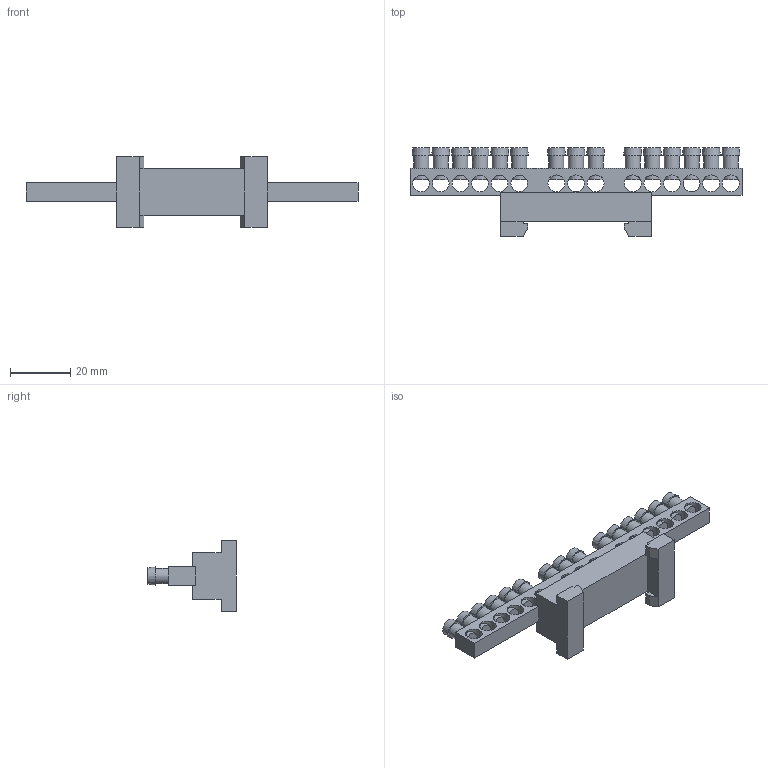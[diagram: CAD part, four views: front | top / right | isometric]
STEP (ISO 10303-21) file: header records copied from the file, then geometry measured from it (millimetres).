
FILE_DESCRIPTION(/* description */ (''),/* implementation_level */ '2;1');
FILE_NAME(/* name */ 'STP-870-006-00.stp',/* time_stamp */ '2019-01-22T09:17:45+01:00',/* author */ ('A.Robertus'),/* organization */ ('FTG Friedrich Goehringer Elektrotechnik GmbH'),/* preprocessor_version */ 'ST-DEVELOPER v16.1',/* originating_system */ 'Autodesk Inventor 2016',/* authorisation */ '');
FILE_SCHEMA (('AUTOMOTIVE_DESIGN { 1 0 10303 214 3 1 1 }'));
Length unit declared in the file: millimetre
Products named in the file (1): 870-006-00
Bounding box: 110 x 29.31 x 23.5 mm (x, y, z)
Volume: 15278.1 mm3; surface area: 9315.6 mm2
Topology: 1 solids, 1 shells, 153 faces, 334 edges, 227 vertices
Faces by surface type: plane 87, cylinder 51, cone 15
Full cylindrical faces by diameter (mm): 5 x24, 5.5 x6, 5.6 x9
Entity records: 4633 total; most frequent: CARTESIAN_POINT 1283, DIRECTION 654, ORIENTED_EDGE 512, EDGE_LOOP 282, AXIS2_PLACEMENT_3D 265, EDGE_CURVE 256, VERTEX_POINT 204, STYLED_ITEM 154
